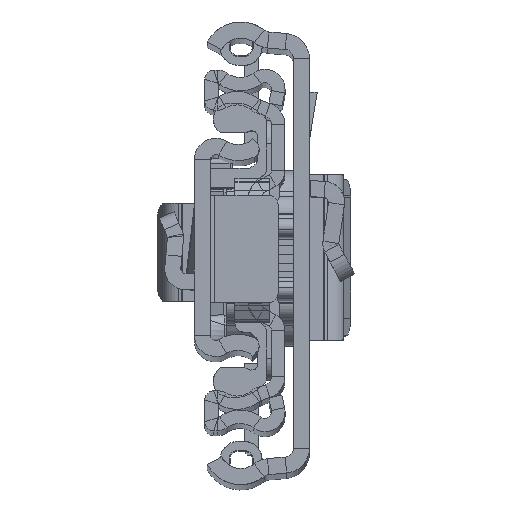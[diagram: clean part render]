
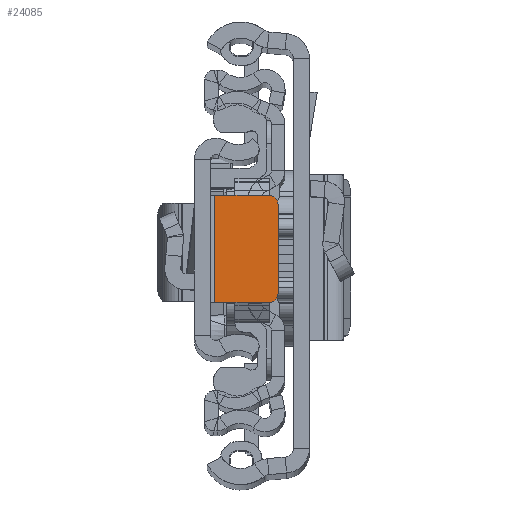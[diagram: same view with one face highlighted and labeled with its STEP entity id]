
A CAD part, top view. The second image highlights one B-rep face of the part: STEP entity #24085.
In plain terms, the highlighted planar face has unit normal (0, 0, 1).
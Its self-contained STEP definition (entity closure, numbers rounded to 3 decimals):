
#1860 = CARTESIAN_POINT ( 'NONE',  ( -2.3, -5.849, -6.8 ) ) ;
#2239 = EDGE_CURVE ( 'NONE', #19256, #7007, #17478, .T. ) ;
#2798 = VECTOR ( 'NONE', #23139, 1000. ) ;
#2960 = ORIENTED_EDGE ( 'NONE', *, *, #2239, .T. ) ;
#3089 = CARTESIAN_POINT ( 'NONE',  ( -9.4, 5.151, -6.8 ) ) ;
#3557 = FACE_OUTER_BOUND ( 'NONE', #13563, .T. ) ;
#3641 = CARTESIAN_POINT ( 'NONE',  ( -8.4, 6.151, -6.8 ) ) ;
#3997 = DIRECTION ( 'NONE',  ( 0., 0., 1. ) ) ;
#4673 = VECTOR ( 'NONE', #11257, 1000. ) ;
#5014 = ORIENTED_EDGE ( 'NONE', *, *, #26491, .F. ) ;
#5039 = DIRECTION ( 'NONE',  ( 1., 0., 0. ) ) ;
#6964 = CARTESIAN_POINT ( 'NONE',  ( -9.4, 6.151, -6.8 ) ) ;
#7007 = VERTEX_POINT ( 'NONE', #3089 ) ;
#7475 = EDGE_CURVE ( 'NONE', #24668, #7007, #27678, .T. ) ;
#7504 = DIRECTION ( 'NONE',  ( 0., 0., 1. ) ) ;
#11098 = VERTEX_POINT ( 'NONE', #1860 ) ;
#11257 = DIRECTION ( 'NONE',  ( 0., -1., 0. ) ) ;
#12067 = CARTESIAN_POINT ( 'NONE',  ( -1.8, 6.151, -6.8 ) ) ;
#12133 = VERTEX_POINT ( 'NONE', #17728 ) ;
#12209 = DIRECTION ( 'NONE',  ( 1., 0., 0. ) ) ;
#13281 = DIRECTION ( 'NONE',  ( 1., 0., 0. ) ) ;
#13563 = EDGE_LOOP ( 'NONE', ( #24740, #26445, #16158, #5014, #15593, #2960 ) ) ;
#13871 = CARTESIAN_POINT ( 'NONE',  ( -8.4, 5.151, -6.8 ) ) ;
#14457 = DIRECTION ( 'NONE',  ( 0., 0., 1. ) ) ;
#14945 = AXIS2_PLACEMENT_3D ( 'NONE', #15532, #3997, #13281 ) ;
#15045 = CARTESIAN_POINT ( 'NONE',  ( -2.3, 6.151, -6.8 ) ) ;
#15342 = EDGE_CURVE ( 'NONE', #19256, #25009, #28084, .T. ) ;
#15379 = PLANE ( 'NONE',  #14945 ) ;
#15380 = CARTESIAN_POINT ( 'NONE',  ( -9.4, -5.849, -6.8 ) ) ;
#15532 = CARTESIAN_POINT ( 'NONE',  ( 0., 0., -6.8 ) ) ;
#15593 = ORIENTED_EDGE ( 'NONE', *, *, #15342, .F. ) ;
#15600 = AXIS2_PLACEMENT_3D ( 'NONE', #28523, #7504, #12209 ) ;
#16024 = EDGE_CURVE ( 'NONE', #24668, #12133, #19962, .T. ) ;
#16158 = ORIENTED_EDGE ( 'NONE', *, *, #17391, .F. ) ;
#17316 = LINE ( 'NONE', #15045, #4673 ) ;
#17391 = EDGE_CURVE ( 'NONE', #11098, #12133, #29129, .T. ) ;
#17478 = CIRCLE ( 'NONE', #20381, 1. ) ;
#17728 = CARTESIAN_POINT ( 'NONE',  ( -8.4, -5.849, -6.8 ) ) ;
#19256 = VERTEX_POINT ( 'NONE', #3641 ) ;
#19485 = CARTESIAN_POINT ( 'NONE',  ( -2.3, 6.151, -6.8 ) ) ;
#19962 = CIRCLE ( 'NONE', #15600, 1. ) ;
#20381 = AXIS2_PLACEMENT_3D ( 'NONE', #13871, #14457, #5039 ) ;
#22190 = DIRECTION ( 'NONE',  ( -1., 0., 0. ) ) ;
#22826 = VECTOR ( 'NONE', #28226, 1000. ) ;
#23139 = DIRECTION ( 'NONE',  ( 0., 1., 0. ) ) ;
#23891 = VECTOR ( 'NONE', #22190, 1000. ) ;
#24085 = ADVANCED_FACE ( 'NONE', ( #3557 ), #15379, .T. ) ;
#24668 = VERTEX_POINT ( 'NONE', #24949 ) ;
#24740 = ORIENTED_EDGE ( 'NONE', *, *, #7475, .F. ) ;
#24949 = CARTESIAN_POINT ( 'NONE',  ( -9.4, -4.849, -6.8 ) ) ;
#25009 = VERTEX_POINT ( 'NONE', #19485 ) ;
#26445 = ORIENTED_EDGE ( 'NONE', *, *, #16024, .T. ) ;
#26491 = EDGE_CURVE ( 'NONE', #25009, #11098, #17316, .T. ) ;
#27678 = LINE ( 'NONE', #6964, #2798 ) ;
#28084 = LINE ( 'NONE', #12067, #22826 ) ;
#28226 = DIRECTION ( 'NONE',  ( 1., 0., 0. ) ) ;
#28523 = CARTESIAN_POINT ( 'NONE',  ( -8.4, -4.849, -6.8 ) ) ;
#29129 = LINE ( 'NONE', #15380, #23891 ) ;
